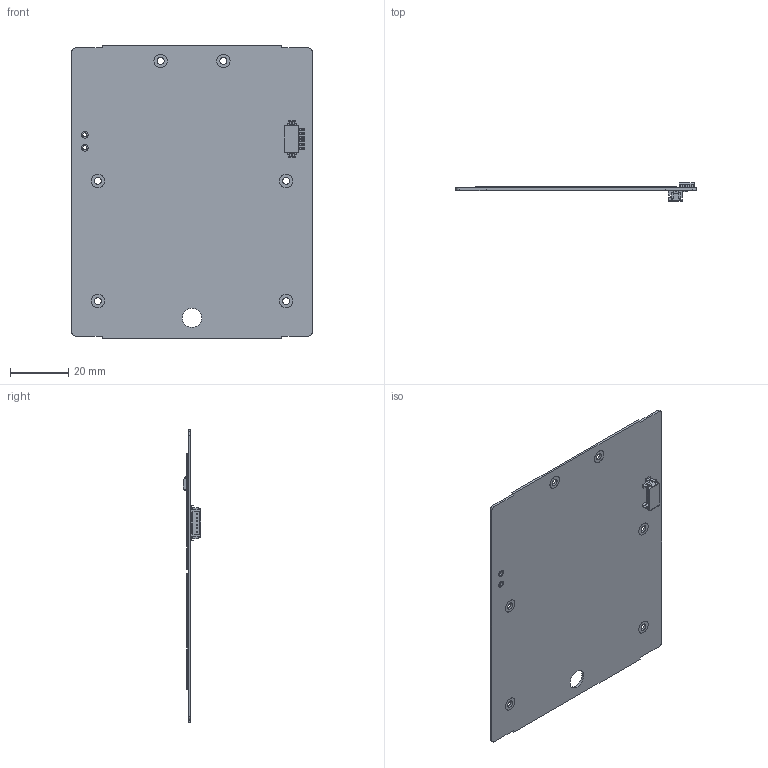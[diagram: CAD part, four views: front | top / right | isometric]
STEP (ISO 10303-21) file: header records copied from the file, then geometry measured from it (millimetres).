
FILE_DESCRIPTION (( 'STEP AP214' ), '1' );
FILE_NAME ('710-00766-A CSK 1U Fixed Side Solar Panel 031.STEP', '2019-05-30T22:55:44', ( '' ), ( '' ), 'SwSTEP 2.0', 'SolidWorks 2014', '' );
FILE_SCHEMA (( 'AUTOMOTIVE_DESIGN' ));
Length unit declared in the file: inch
Products named in the file (2): 710-00766-A CSK 1U Fixed Side Solar Panel 031
Bounding box: 82.55 x 6.17 x 100.53 mm (x, y, z)
Volume: 7910.9 mm3; surface area: 28031.6 mm2
Topology: 3 solids, 3 shells, 676 faces, 1829 edges, 1188 vertices
Faces by surface type: plane 528, cylinder 144, cone 4
Entity records: 29940 total; most frequent: CARTESIAN_POINT 3695, ORIENTED_EDGE 3658, DIRECTION 3483, EDGE_CURVE 1829, VECTOR 1531, LINE 1531, VERTEX_POINT 1188, AXIS2_PLACEMENT_3D 976
